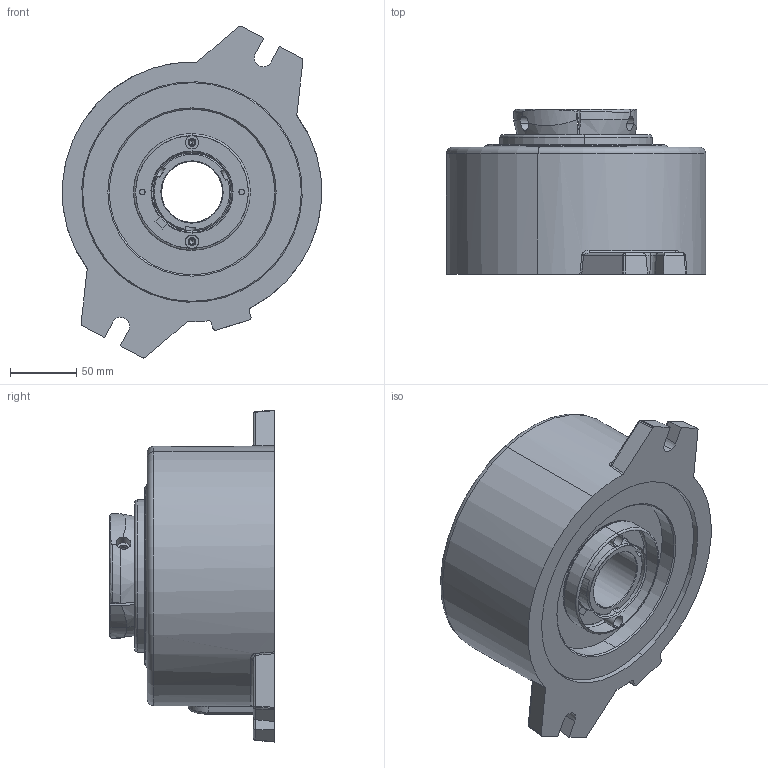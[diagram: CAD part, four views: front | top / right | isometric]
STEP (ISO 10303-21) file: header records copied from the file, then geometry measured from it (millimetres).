
FILE_DESCRIPTION (( 'STEP AP214' ), '1' );
FILE_NAME ('CAF-40.STEP', '2020-04-22T06:46:05', ( 'COSH' ), ( '' ), 'SwSTEP 2.0', 'SolidWorks 2016', '' );
FILE_SCHEMA (( 'AUTOMOTIVE_DESIGN' ));
Length unit declared in the file: millimetre
Products named in the file (1): CAF-40
Bounding box: 195.74 x 124.5 x 250.61 mm (x, y, z)
Volume: 2006369.5 mm3; surface area: 356829.7 mm2
Topology: 5 solids, 5 shells, 627 faces, 1652 edges, 1046 vertices
Faces by surface type: plane 215, cylinder 167, cone 96, bspline 91, torus 54, sphere 4
Entity records: 33515 total; most frequent: CARTESIAN_POINT 13646, ORIENTED_EDGE 3264, DIRECTION 2684, EDGE_CURVE 1632, VERTEX_POINT 1046, AXIS2_PLACEMENT_3D 981, LINE 722, VECTOR 722
